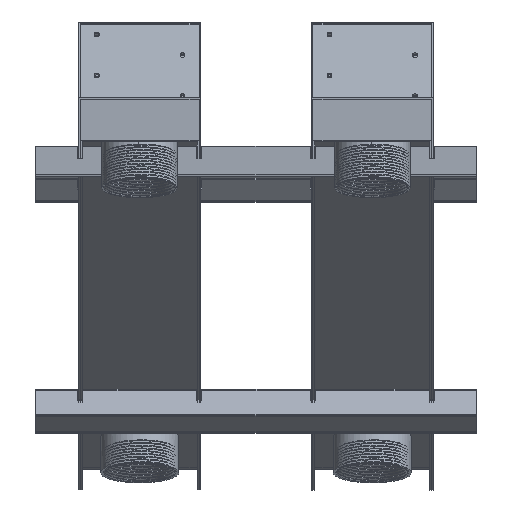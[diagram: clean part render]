
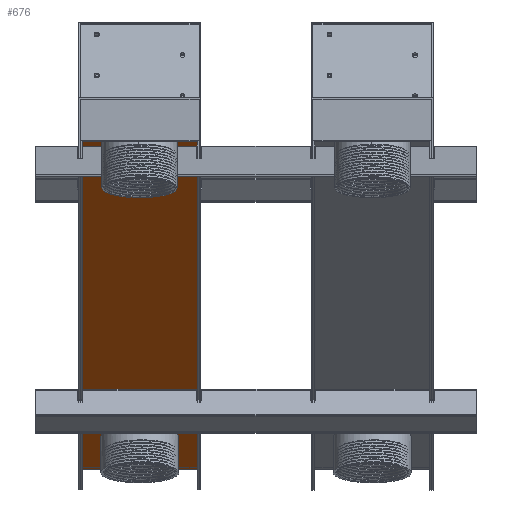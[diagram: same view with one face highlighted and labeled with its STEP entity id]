
A CAD part, front view. The second image highlights one B-rep face of the part: STEP entity #676.
In plain terms, the highlighted face is planar.
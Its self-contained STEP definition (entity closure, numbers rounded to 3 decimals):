
#676=ADVANCED_FACE('',(#7759,#7761),#7763,.T.);
#7759=FACE_BOUND('',#7760,.T.);
#7760=EDGE_LOOP('',(#9908,#9909,#9910,#9911));
#7761=FACE_BOUND('',#7762,.T.);
#7762=EDGE_LOOP('',(#9912));
#7763=PLANE('',#7764);
#7764=AXIS2_PLACEMENT_3D('',#7765,#7766,#7767);
#7765=CARTESIAN_POINT('',(-47.,570.,-36.5));
#7766=DIRECTION('',(0.,0.,-1.));
#7767=DIRECTION('',(1.,0.,0.));
#9908=ORIENTED_EDGE('',*,*,#11173,.T.);
#9909=ORIENTED_EDGE('',*,*,#11174,.T.);
#9910=ORIENTED_EDGE('',*,*,#11175,.T.);
#9911=ORIENTED_EDGE('',*,*,#11176,.F.);
#9912=ORIENTED_EDGE('',*,*,#11167,.F.);
#11167=EDGE_CURVE('',#12153,#12153,#12154,.T.);
#11173=EDGE_CURVE('',#12165,#12166,#12167,.F.);
#11174=EDGE_CURVE('',#12166,#12168,#12169,.T.);
#11175=EDGE_CURVE('',#12168,#12170,#12171,.F.);
#11176=EDGE_CURVE('',#12165,#12170,#12172,.T.);
#12153=VERTEX_POINT('',#18352);
#12154=(BOUNDED_CURVE()B_SPLINE_CURVE(3,
(#18353,#18354,#18355,#18356,#18357,#18358,#18359),
.UNSPECIFIED.,.T.,.F.)B_SPLINE_CURVE_WITH_KNOTS((4,3,4),
(0.,0.5,1.),
.UNSPECIFIED.)CURVE()GEOMETRIC_REPRESENTATION_ITEM()RATIONAL_B_SPLINE_CURVE((1.,
0.333,0.333,1.,0.333,0.333,1.))
REPRESENTATION_ITEM(''));
#12165=VERTEX_POINT('',#18384);
#12166=VERTEX_POINT('',#18385);
#12167=LINE('',#18386,#18387);
#12168=VERTEX_POINT('',#18389);
#12169=LINE('',#18390,#18391);
#12170=VERTEX_POINT('',#18393);
#12171=LINE('',#18394,#18395);
#12172=LINE('',#18397,#18398);
#18352=CARTESIAN_POINT('',(0.,461.751,-36.5));
#18353=CARTESIAN_POINT('',(0.,461.751,-36.5));
#18354=CARTESIAN_POINT('',(-64.,461.751,-36.5));
#18355=CARTESIAN_POINT('',(-64.,528.009,-36.5));
#18356=CARTESIAN_POINT('',(0.,528.009,-36.5));
#18357=CARTESIAN_POINT('',(64.,528.009,-36.5));
#18358=CARTESIAN_POINT('',(64.,461.751,-36.5));
#18359=CARTESIAN_POINT('',(0.,461.751,-36.5));
#18384=CARTESIAN_POINT('',(-47.,545.558,-36.5));
#18385=CARTESIAN_POINT('',(47.,545.558,-36.5));
#18386=CARTESIAN_POINT('',(47.,545.558,-36.5));
#18387=VECTOR('',#18388,1.);
#18388=DIRECTION('',(-1.,0.,0.));
#18389=CARTESIAN_POINT('',(47.,9.78,-36.5));
#18390=CARTESIAN_POINT('',(47.,545.558,-36.5));
#18391=VECTOR('',#18392,1.);
#18392=DIRECTION('',(0.,-1.,0.));
#18393=CARTESIAN_POINT('',(-47.,9.78,-36.5));
#18394=CARTESIAN_POINT('',(-47.,9.78,-36.5));
#18395=VECTOR('',#18396,1.);
#18396=DIRECTION('',(1.,0.,0.));
#18397=CARTESIAN_POINT('',(-47.,545.558,-36.5));
#18398=VECTOR('',#18399,1.);
#18399=DIRECTION('',(0.,-1.,0.));
